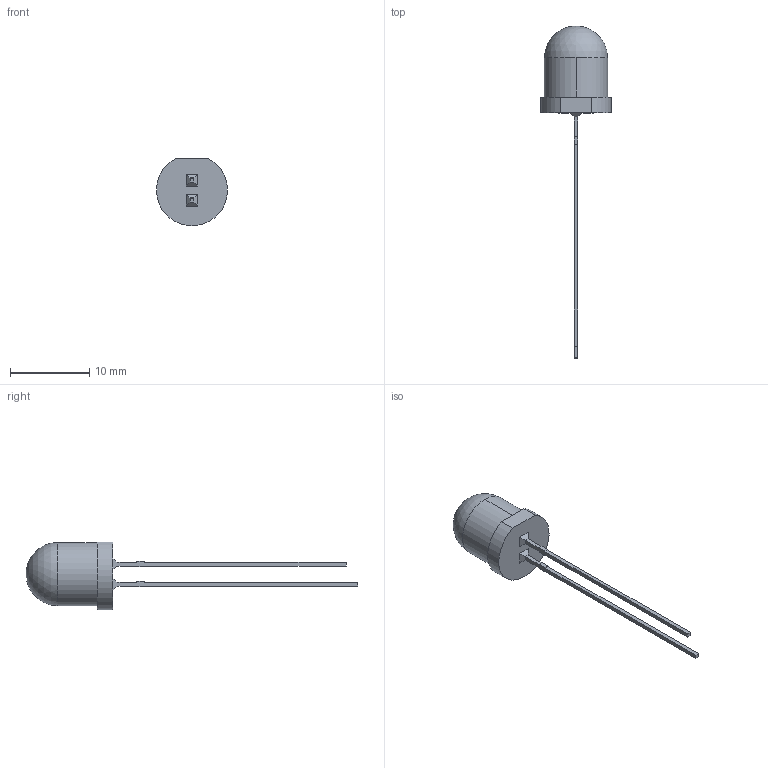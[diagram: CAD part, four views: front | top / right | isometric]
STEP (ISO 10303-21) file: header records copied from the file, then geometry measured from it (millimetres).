
FILE_DESCRIPTION (( 'STEP AP214' ), '1' );
FILE_NAME ('ALSRobot-LED 8mm.STEP', '2019-01-17T04:12:48', ( '' ), ( '' ), 'SwSTEP 2.0', 'SolidWorks 2018', '' );
FILE_SCHEMA (( 'AUTOMOTIVE_DESIGN' ));
Length unit declared in the file: millimetre
Products named in the file (1): ALSRobot-LED 8mm
Bounding box: 8.98 x 42 x 8.53 mm (x, y, z)
Volume: 526.2 mm3; surface area: 478.7 mm2
Topology: 1 solids, 1 shells, 42 faces, 105 edges, 67 vertices
Faces by surface type: plane 37, cylinder 4, sphere 1
Entity records: 1421 total; most frequent: CARTESIAN_POINT 212, ORIENTED_EDGE 206, DIRECTION 197, EDGE_CURVE 103, LINE 95, VECTOR 95, VERTEX_POINT 66, AXIS2_PLACEMENT_3D 51
